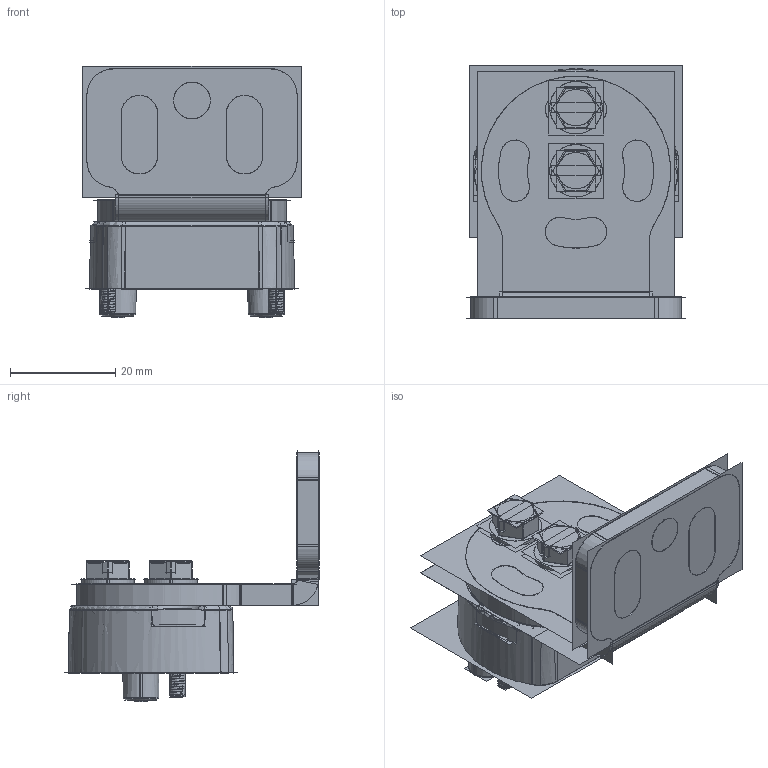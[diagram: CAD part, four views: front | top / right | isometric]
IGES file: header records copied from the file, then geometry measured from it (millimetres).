
Start section:  PTC IGES file: 240281_sm01.igs
Global section: file name: 240281_sm01.igs; native system: Creo Parametric by PTC Inc.; preprocessor: 2022414; author: banengservice; organization: Unknown; date: 20240528.152241; units: millimetre
Bounding box: 41.6 x 48.33 x 47.77 mm (x, y, z)
Volume: 17961.1 mm3; surface area: 72469.4 mm2
Topology: 9 solids, 8 shells, 1506 faces, 7596 edges, 9640 vertices
Faces by surface type: revolution 898, bspline 608
